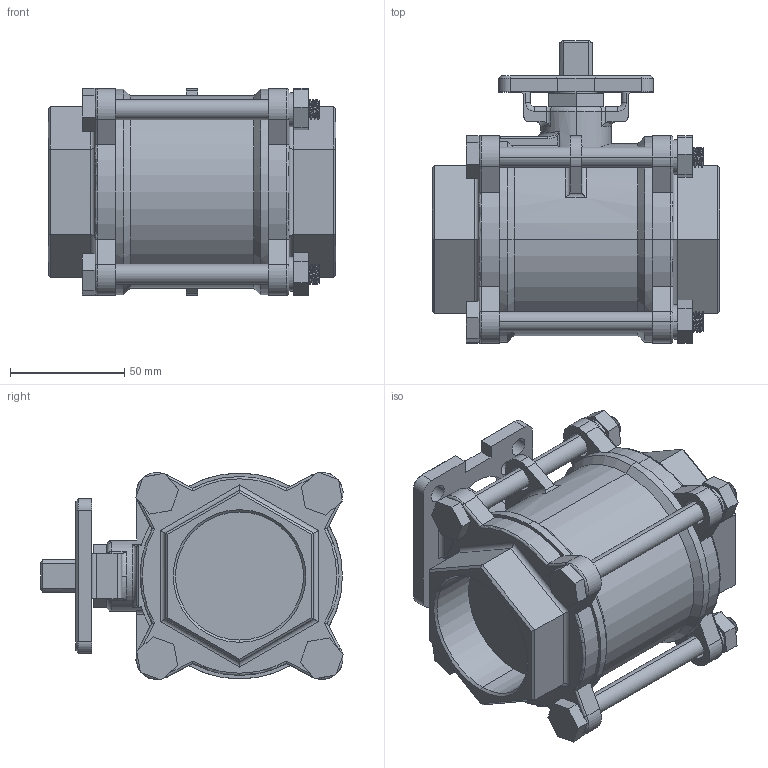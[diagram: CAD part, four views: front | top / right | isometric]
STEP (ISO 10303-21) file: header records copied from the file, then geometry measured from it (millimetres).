
FILE_DESCRIPTION (( 'STEP AP214' ), '1' );
FILE_NAME ('SCBV-Q611F-16FC-50.step', '2025-11-03T06:55:04', ( 'KTP' ), ( '' ), 'SwSTEP 2.0', 'SolidWorks 2021', '' );
FILE_SCHEMA (( 'AUTOMOTIVE_DESIGN' ));
Length unit declared in the file: millimetre
Products named in the file (1): SCBV-Q611F-16FC-50
Bounding box: 125.8 x 132.46 x 90.91 mm (x, y, z)
Volume: 631315.8 mm3; surface area: 89347.3 mm2
Topology: 1 solids, 1 shells, 513 faces, 1273 edges, 781 vertices
Faces by surface type: plane 217, cylinder 185, torus 57, cone 35, bspline 17, sphere 2
Entity records: 22883 total; most frequent: CARTESIAN_POINT 10724, ORIENTED_EDGE 2542, DIRECTION 2531, EDGE_CURVE 1271, AXIS2_PLACEMENT_3D 934, VERTEX_POINT 781, LINE 663, VECTOR 663
